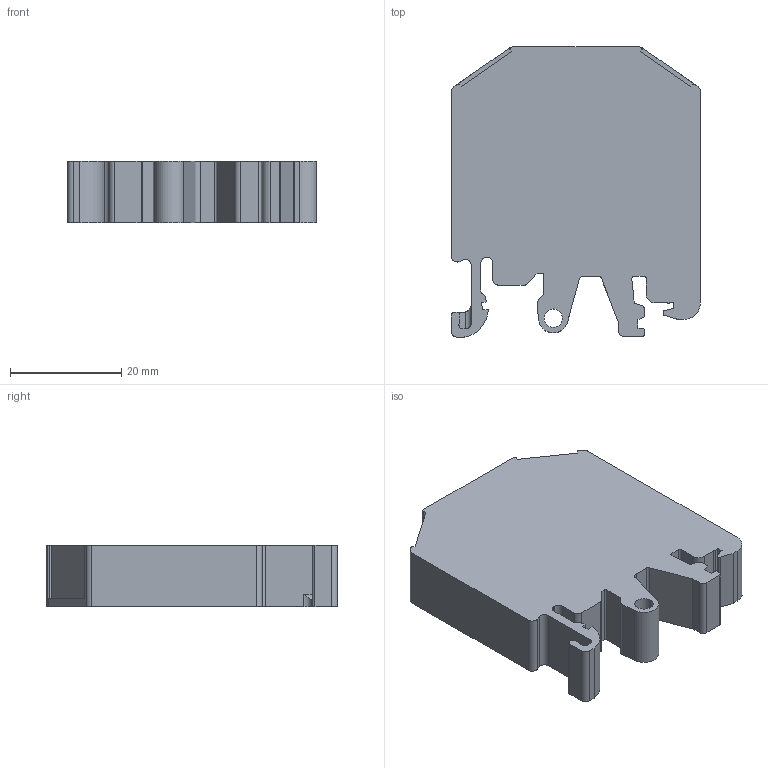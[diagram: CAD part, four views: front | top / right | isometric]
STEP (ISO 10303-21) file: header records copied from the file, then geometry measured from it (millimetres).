
FILE_DESCRIPTION (( 'STEP AP214' ), '1' );
FILE_NAME ('307519_PB 6_Grey.STP', '2013-11-14T06:11:02', ( 'arge' ), ( 'Microsoft' ), 'SwSTEP 2.0', 'SolidWorks 2013', '' );
FILE_SCHEMA (( 'AUTOMOTIVE_DESIGN' ));
Length unit declared in the file: millimetre
Products named in the file (1): 307519_PB 6_Grey
Bounding box: 44.7 x 52.15 x 11 mm (x, y, z)
Volume: 21179.3 mm3; surface area: 6942.6 mm2
Topology: 1 solids, 1 shells, 108 faces, 311 edges, 207 vertices
Faces by surface type: plane 61, cylinder 47
Entity records: 4795 total; most frequent: CARTESIAN_POINT 641, ORIENTED_EDGE 622, DIRECTION 620, EDGE_CURVE 311, VECTOR 216, LINE 216, VERTEX_POINT 207, AXIS2_PLACEMENT_3D 202
